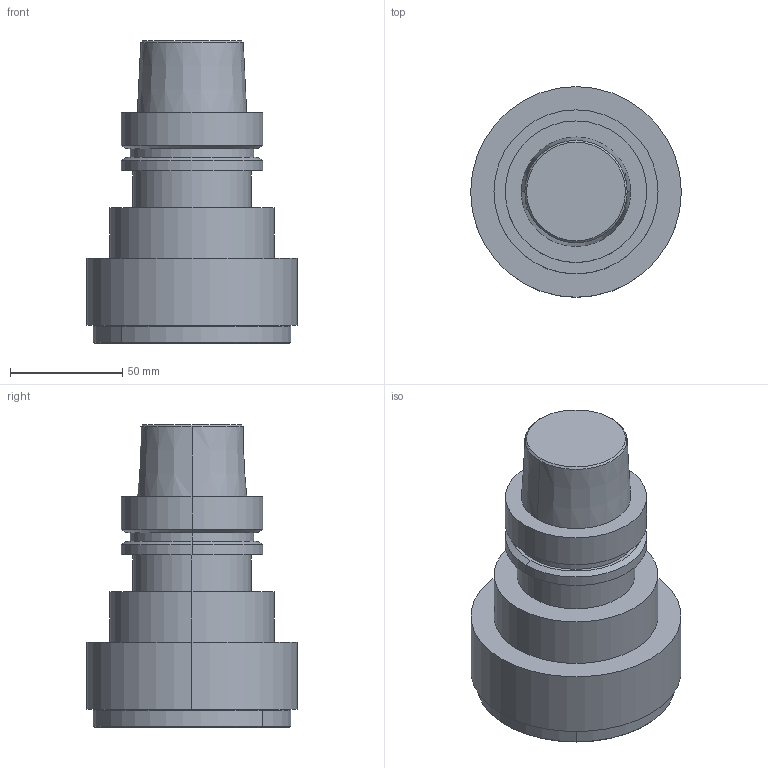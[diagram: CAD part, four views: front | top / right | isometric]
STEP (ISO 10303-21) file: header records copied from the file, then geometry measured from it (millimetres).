
FILE_DESCRIPTION (( 'STEP AP214' ), '1' );
FILE_NAME ('HSK63A-SA 3-30-15.STEP', '2015-03-31T01:53:35', ( '' ), ( '' ), 'SwSTEP 2.0', 'SolidWorks 2014', '' );
FILE_SCHEMA (( 'AUTOMOTIVE_DESIGN' ));
Length unit declared in the file: inch
Products named in the file (1): HSK63A-SA 3-30-15
Bounding box: 93.65 x 93.65 x 134.46 mm (x, y, z)
Volume: 510576.4 mm3; surface area: 47657.1 mm2
Topology: 1 solids, 1 shells, 173 faces, 348 edges, 203 vertices
Faces by surface type: cone 58, plane 56, cylinder 50, torus 7, bspline 2
Entity records: 5808 total; most frequent: CARTESIAN_POINT 1023, DIRECTION 848, ORIENTED_EDGE 696, AXIS2_PLACEMENT_3D 358, EDGE_CURVE 348, VERTEX_POINT 203, EDGE_LOOP 199, CIRCLE 186
